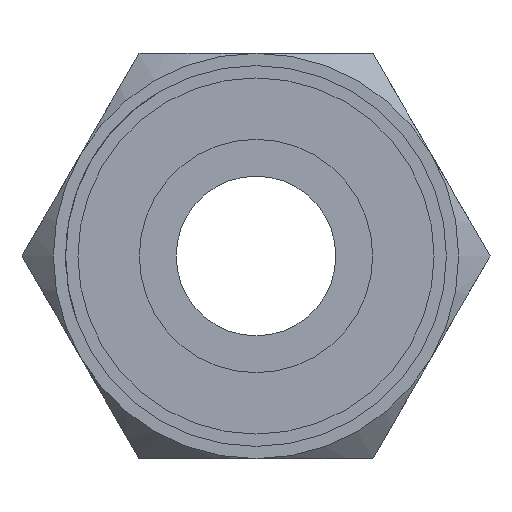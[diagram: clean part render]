
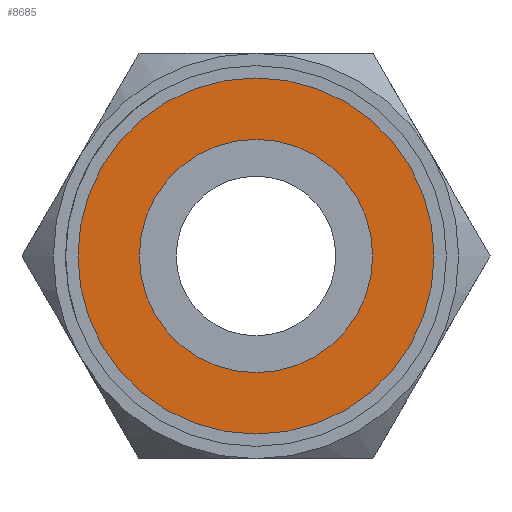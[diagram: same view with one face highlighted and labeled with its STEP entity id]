
A CAD part, left-side view. The second image highlights one B-rep face of the part: STEP entity #8685.
In plain terms, the highlighted planar face has unit normal (-1, 0, 0).
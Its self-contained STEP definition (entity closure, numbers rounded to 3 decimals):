
#63 = CIRCLE ( 'NONE', #2367, 14.5 ) ;
#83 = DIRECTION ( 'NONE',  ( 0., 0., 1. ) ) ;
#101 = ORIENTED_EDGE ( 'NONE', *, *, #1364, .T. ) ;
#706 = FACE_BOUND ( 'NONE', #6305, .T. ) ;
#801 = DIRECTION ( 'NONE',  ( -1., 0., 0. ) ) ;
#1364 = EDGE_CURVE ( 'NONE', #3135, #5262, #63, .T. ) ;
#1776 = CIRCLE ( 'NONE', #5975, 14.5 ) ;
#2018 = PLANE ( 'NONE',  #2297 ) ;
#2177 = DIRECTION ( 'NONE',  ( -1., 0., 0. ) ) ;
#2297 = AXIS2_PLACEMENT_3D ( 'NONE', #6903, #4782, #83 ) ;
#2367 = AXIS2_PLACEMENT_3D ( 'NONE', #6820, #801, #6233 ) ;
#2605 = CARTESIAN_POINT ( 'NONE',  ( 0., 0., 9.5 ) ) ;
#2866 = EDGE_CURVE ( 'NONE', #5077, #6691, #6175, .T. ) ;
#3135 = VERTEX_POINT ( 'NONE', #6464 ) ;
#3496 = DIRECTION ( 'NONE',  ( 0., 0., 1. ) ) ;
#4126 = AXIS2_PLACEMENT_3D ( 'NONE', #5302, #8733, #5433 ) ;
#4407 = EDGE_LOOP ( 'NONE', ( #8878, #101 ) ) ;
#4599 = CARTESIAN_POINT ( 'NONE',  ( 0., 0., -9.5 ) ) ;
#4782 = DIRECTION ( 'NONE',  ( -1., 0., 0. ) ) ;
#5051 = AXIS2_PLACEMENT_3D ( 'NONE', #5724, #8480, #7890 ) ;
#5077 = VERTEX_POINT ( 'NONE', #2605 ) ;
#5262 = VERTEX_POINT ( 'NONE', #7553 ) ;
#5302 = CARTESIAN_POINT ( 'NONE',  ( 0., 0., 0. ) ) ;
#5433 = DIRECTION ( 'NONE',  ( 0., 0., 1. ) ) ;
#5724 = CARTESIAN_POINT ( 'NONE',  ( 0., 0., 0. ) ) ;
#5940 = ORIENTED_EDGE ( 'NONE', *, *, #8829, .F. ) ;
#5975 = AXIS2_PLACEMENT_3D ( 'NONE', #6933, #2177, #3496 ) ;
#6175 = CIRCLE ( 'NONE', #4126, 9.5 ) ;
#6233 = DIRECTION ( 'NONE',  ( 0., 0., 1. ) ) ;
#6305 = EDGE_LOOP ( 'NONE', ( #6984, #5940 ) ) ;
#6464 = CARTESIAN_POINT ( 'NONE',  ( 0., 0., -14.5 ) ) ;
#6645 = CIRCLE ( 'NONE', #5051, 9.5 ) ;
#6691 = VERTEX_POINT ( 'NONE', #4599 ) ;
#6820 = CARTESIAN_POINT ( 'NONE',  ( 0., 0., 0. ) ) ;
#6903 = CARTESIAN_POINT ( 'NONE',  ( 0., 0., 0. ) ) ;
#6933 = CARTESIAN_POINT ( 'NONE',  ( 0., 0., 0. ) ) ;
#6984 = ORIENTED_EDGE ( 'NONE', *, *, #2866, .F. ) ;
#7553 = CARTESIAN_POINT ( 'NONE',  ( 0., 0., 14.5 ) ) ;
#7890 = DIRECTION ( 'NONE',  ( 0., 0., 1. ) ) ;
#8215 = FACE_OUTER_BOUND ( 'NONE', #4407, .T. ) ;
#8281 = EDGE_CURVE ( 'NONE', #5262, #3135, #1776, .T. ) ;
#8480 = DIRECTION ( 'NONE',  ( -1., 0., 0. ) ) ;
#8685 = ADVANCED_FACE ( 'NONE', ( #706, #8215 ), #2018, .T. ) ;
#8733 = DIRECTION ( 'NONE',  ( -1., 0., 0. ) ) ;
#8829 = EDGE_CURVE ( 'NONE', #6691, #5077, #6645, .T. ) ;
#8878 = ORIENTED_EDGE ( 'NONE', *, *, #8281, .T. ) ;
